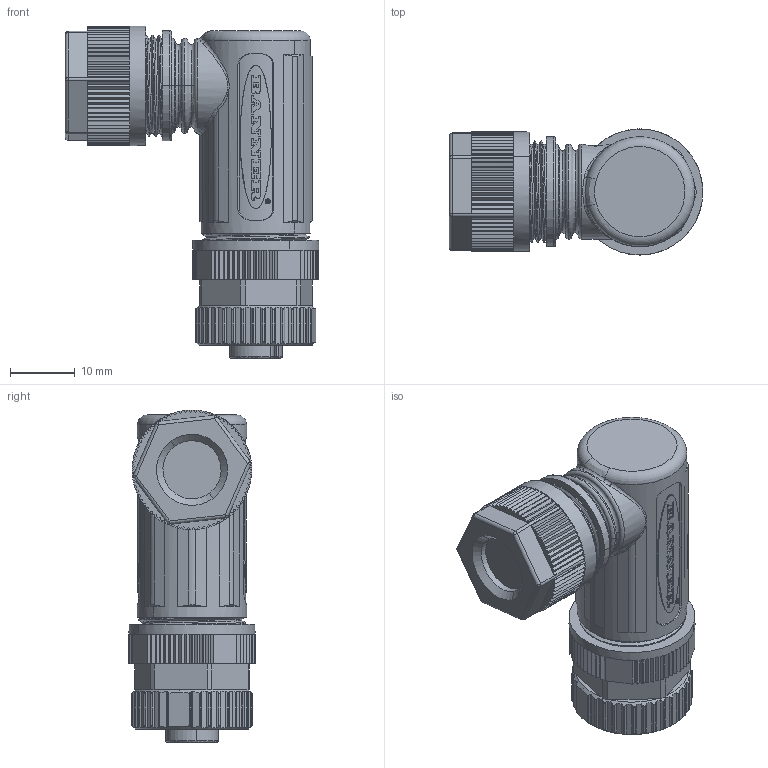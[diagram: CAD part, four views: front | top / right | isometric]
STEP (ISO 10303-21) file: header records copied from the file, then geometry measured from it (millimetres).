
FILE_DESCRIPTION((''),'2;1');
FILE_NAME('246779_SM01_ASM','2024-11-25T15:51:04',('banengservice'),('BANNER ENGINEERING'),'CREO PARAMETRIC BY PTC INC, 2022414','CREO PARAMETRIC BY PTC INC, 2022414','');
FILE_SCHEMA(('CONFIG_CONTROL_DESIGN'));
Length unit declared in the file: metre
Products named in the file (2): 246779_EP01; 246779_SM01_ASM
Assembly tree (1 placements, depth 2):
  246779_SM01_ASM
    246779_EP01
Bounding box: 39.25 x 19.5 x 51.37 mm (x, y, z)
Volume: 15893.6 mm3; surface area: 5911.4 mm2
Topology: 1 solids, 1 shells, 1110 faces, 3024 edges, 1964 vertices
Faces by surface type: plane 804, cylinder 186, extrusion 39, bspline 26, torus 24, cone 23, sphere 8
Entity records: 42935 total; most frequent: CARTESIAN_POINT 15500, ORIENTED_EDGE 6032, DIRECTION 5222, EDGE_CURVE 3016, VERTEX_POINT 1964, VECTOR 1812, LINE 1773, AXIS2_PLACEMENT_3D 1705
